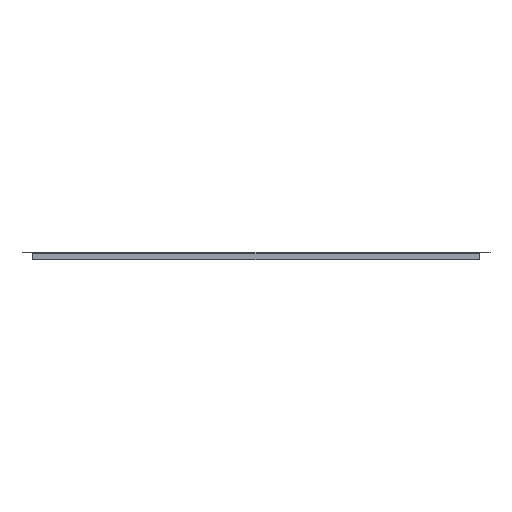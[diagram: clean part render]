
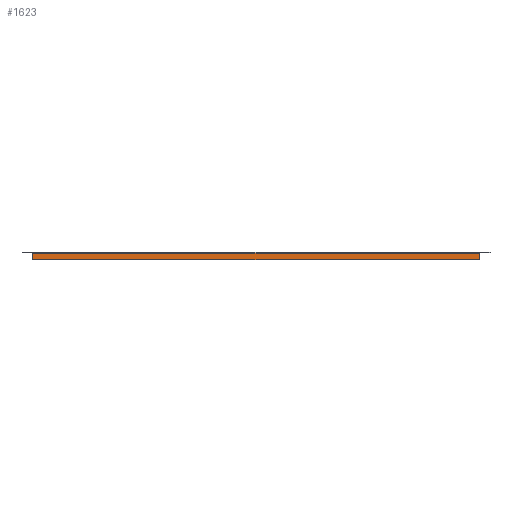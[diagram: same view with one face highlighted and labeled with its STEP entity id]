
A CAD part, front view. The second image highlights one B-rep face of the part: STEP entity #1623.
In plain terms, the highlighted planar face has unit normal (0, -1, 0).
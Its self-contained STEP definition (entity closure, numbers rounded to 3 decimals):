
#103 = CARTESIAN_POINT ( 'NONE',  ( 26., -551.5, -18. ) ) ;
#408 = ORIENTED_EDGE ( 'NONE', *, *, #1719, .F. ) ;
#427 = VERTEX_POINT ( 'NONE', #1008 ) ;
#648 = PLANE ( 'NONE',  #2727 ) ;
#672 = VECTOR ( 'NONE', #2608, 1000. ) ;
#792 = DIRECTION ( 'NONE',  ( 0., 0., 1. ) ) ;
#793 = EDGE_CURVE ( 'NONE', #2060, #2621, #1436, .T. ) ;
#867 = EDGE_LOOP ( 'NONE', ( #2399, #1443, #1044, #408 ) ) ;
#890 = CARTESIAN_POINT ( 'NONE',  ( 1111.5, -551.5, -18. ) ) ;
#892 = VECTOR ( 'NONE', #792, 1000. ) ;
#991 = CARTESIAN_POINT ( 'NONE',  ( 26., -551.5, -2. ) ) ;
#1008 = CARTESIAN_POINT ( 'NONE',  ( 1111.5, -551.5, -2. ) ) ;
#1044 = ORIENTED_EDGE ( 'NONE', *, *, #793, .F. ) ;
#1051 = EDGE_CURVE ( 'NONE', #427, #2015, #2180, .T. ) ;
#1146 = CARTESIAN_POINT ( 'NONE',  ( 1111.5, -551.5, -18. ) ) ;
#1260 = DIRECTION ( 'NONE',  ( -1., 0., 0. ) ) ;
#1351 = LINE ( 'NONE', #2422, #1596 ) ;
#1380 = DIRECTION ( 'NONE',  ( -1., 0., 0. ) ) ;
#1436 = LINE ( 'NONE', #1597, #892 ) ;
#1443 = ORIENTED_EDGE ( 'NONE', *, *, #1574, .T. ) ;
#1495 = CARTESIAN_POINT ( 'NONE',  ( 0., -551.5, -2. ) ) ;
#1529 = LINE ( 'NONE', #1495, #2386 ) ;
#1574 = EDGE_CURVE ( 'NONE', #427, #2621, #1529, .T. ) ;
#1596 = VECTOR ( 'NONE', #1380, 1000. ) ;
#1597 = CARTESIAN_POINT ( 'NONE',  ( 26., -551.5, -1. ) ) ;
#1623 = ADVANCED_FACE ( 'NONE', ( #2571 ), #648, .T. ) ;
#1698 = CARTESIAN_POINT ( 'NONE',  ( 0., -551.5, 0. ) ) ;
#1719 = EDGE_CURVE ( 'NONE', #2015, #2060, #1351, .T. ) ;
#1951 = DIRECTION ( 'NONE',  ( 0., -1., 0. ) ) ;
#2015 = VERTEX_POINT ( 'NONE', #1146 ) ;
#2060 = VERTEX_POINT ( 'NONE', #103 ) ;
#2180 = LINE ( 'NONE', #890, #672 ) ;
#2329 = DIRECTION ( 'NONE',  ( 0., 0., -1. ) ) ;
#2386 = VECTOR ( 'NONE', #1260, 1000. ) ;
#2399 = ORIENTED_EDGE ( 'NONE', *, *, #1051, .F. ) ;
#2422 = CARTESIAN_POINT ( 'NONE',  ( 26., -551.5, -18. ) ) ;
#2571 = FACE_OUTER_BOUND ( 'NONE', #867, .T. ) ;
#2608 = DIRECTION ( 'NONE',  ( 0., 0., -1. ) ) ;
#2621 = VERTEX_POINT ( 'NONE', #991 ) ;
#2727 = AXIS2_PLACEMENT_3D ( 'NONE', #1698, #1951, #2329 ) ;
